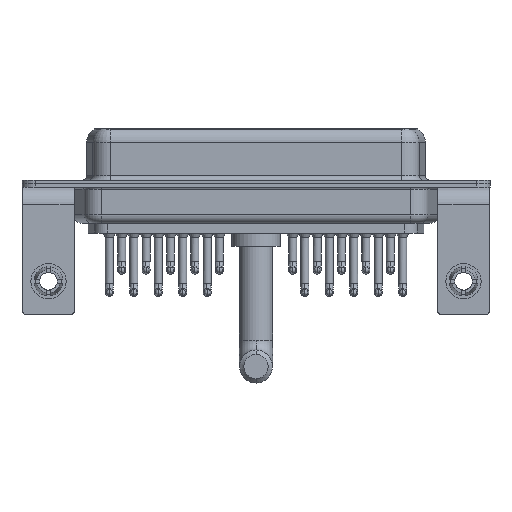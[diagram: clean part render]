
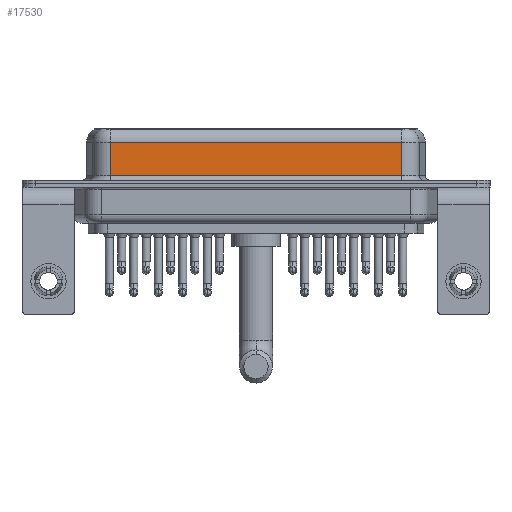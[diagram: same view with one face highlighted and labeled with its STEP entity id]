
A CAD part, front view. The second image highlights one B-rep face of the part: STEP entity #17530.
In plain terms, the highlighted planar face has unit normal (0, -1, 0).
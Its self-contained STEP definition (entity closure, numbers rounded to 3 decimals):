
#768 = FACE_OUTER_BOUND ( 'NONE', #10752, .T. ) ;
#1318 = CARTESIAN_POINT ( 'NONE',  ( 40.037, -3.95, 0.9 ) ) ;
#1481 = LINE ( 'NONE', #22858, #24225 ) ;
#1783 = VERTEX_POINT ( 'NONE', #2036 ) ;
#2036 = CARTESIAN_POINT ( 'NONE',  ( 7.013, -3.95, 4.65 ) ) ;
#2538 = EDGE_CURVE ( 'NONE', #14669, #1783, #1481, .T. ) ;
#2612 = CARTESIAN_POINT ( 'NONE',  ( 7.013, -3.95, 0.9 ) ) ;
#3278 = VERTEX_POINT ( 'NONE', #2612 ) ;
#4065 = CARTESIAN_POINT ( 'NONE',  ( 7.013, -3.95, 6.4 ) ) ;
#4534 = ORIENTED_EDGE ( 'NONE', *, *, #20483, .T. ) ;
#5732 = CARTESIAN_POINT ( 'NONE',  ( 40.037, -3.95, 6.4 ) ) ;
#6352 = EDGE_CURVE ( 'NONE', #14669, #7762, #23626, .T. ) ;
#6391 = CARTESIAN_POINT ( 'NONE',  ( 40.037, -3.95, 4.65 ) ) ;
#7762 = VERTEX_POINT ( 'NONE', #19050 ) ;
#7864 = DIRECTION ( 'NONE',  ( 0., 0., -1. ) ) ;
#8053 = EDGE_CURVE ( 'NONE', #1783, #3278, #8116, .T. ) ;
#8111 = AXIS2_PLACEMENT_3D ( 'NONE', #5732, #9521, #23789 ) ;
#8116 = LINE ( 'NONE', #4065, #14195 ) ;
#9521 = DIRECTION ( 'NONE',  ( 0., 1., 0. ) ) ;
#9672 = ORIENTED_EDGE ( 'NONE', *, *, #2538, .T. ) ;
#9853 = ORIENTED_EDGE ( 'NONE', *, *, #8053, .T. ) ;
#10454 = VECTOR ( 'NONE', #18048, 1000. ) ;
#10752 = EDGE_LOOP ( 'NONE', ( #25033, #9672, #9853, #4534 ) ) ;
#13990 = CARTESIAN_POINT ( 'NONE',  ( 40.037, -3.95, 6.4 ) ) ;
#14195 = VECTOR ( 'NONE', #7864, 1000. ) ;
#14669 = VERTEX_POINT ( 'NONE', #6391 ) ;
#15184 = DIRECTION ( 'NONE',  ( 1., 0., 0. ) ) ;
#17530 = ADVANCED_FACE ( 'NONE', ( #768 ), #23203, .F. ) ;
#18048 = DIRECTION ( 'NONE',  ( 0., 0., -1. ) ) ;
#19050 = CARTESIAN_POINT ( 'NONE',  ( 40.037, -3.95, 0.9 ) ) ;
#19177 = VECTOR ( 'NONE', #15184, 1000. ) ;
#20483 = EDGE_CURVE ( 'NONE', #3278, #7762, #23049, .T. ) ;
#20951 = DIRECTION ( 'NONE',  ( -1., 0., 0. ) ) ;
#22858 = CARTESIAN_POINT ( 'NONE',  ( 40.037, -3.95, 4.65 ) ) ;
#23049 = LINE ( 'NONE', #1318, #19177 ) ;
#23203 = PLANE ( 'NONE',  #8111 ) ;
#23626 = LINE ( 'NONE', #13990, #10454 ) ;
#23789 = DIRECTION ( 'NONE',  ( 0., 0., 1. ) ) ;
#24225 = VECTOR ( 'NONE', #20951, 1000. ) ;
#25033 = ORIENTED_EDGE ( 'NONE', *, *, #6352, .F. ) ;
